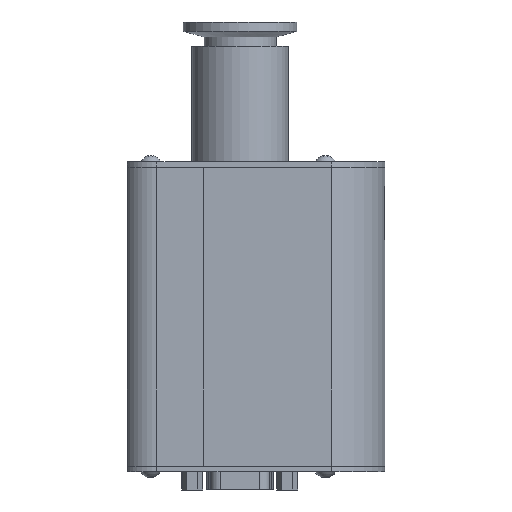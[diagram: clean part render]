
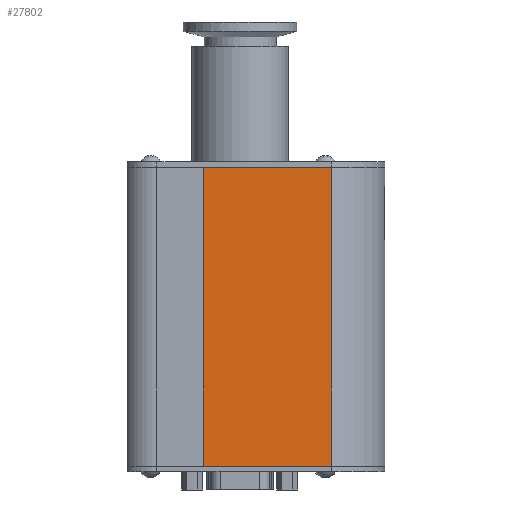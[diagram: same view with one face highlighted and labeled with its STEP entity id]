
A CAD part, left-side view. The second image highlights one B-rep face of the part: STEP entity #27802.
In plain terms, the highlighted planar face has unit normal (-1, 0, 0).
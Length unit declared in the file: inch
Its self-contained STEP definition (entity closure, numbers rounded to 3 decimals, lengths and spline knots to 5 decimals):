
#5568 = CARTESIAN_POINT ( 'NONE',  ( -1.4, 1.09385, 0. ) ) ;
#12777 = DIRECTION ( 'NONE',  ( 0., 0., -1. ) ) ;
#16490 = EDGE_CURVE ( 'NONE', #49987, #94613, #105662, .T. ) ;
#19151 = LINE ( 'NONE', #69975, #108038 ) ;
#23827 = AXIS2_PLACEMENT_3D ( 'NONE', #64965, #146032, #76624 ) ;
#27802 = ADVANCED_FACE ( 'NONE', ( #62805 ), #87786, .F. ) ;
#29781 = CARTESIAN_POINT ( 'NONE',  ( -1.4, 1.09385, 3.1 ) ) ;
#29847 = VECTOR ( 'NONE', #41436, 39.37008 ) ;
#32234 = ORIENTED_EDGE ( 'NONE', *, *, #16490, .T. ) ;
#36549 = EDGE_LOOP ( 'NONE', ( #32234, #129231, #53633, #124159 ) ) ;
#41436 = DIRECTION ( 'NONE',  ( 0., -1., 0. ) ) ;
#42377 = VECTOR ( 'NONE', #127361, 39.37008 ) ;
#49987 = VERTEX_POINT ( 'NONE', #5568 ) ;
#53110 = VERTEX_POINT ( 'NONE', #84338 ) ;
#53433 = CARTESIAN_POINT ( 'NONE',  ( -1.4, 1.09385, 3.1 ) ) ;
#53633 = ORIENTED_EDGE ( 'NONE', *, *, #97333, .F. ) ;
#62805 = FACE_OUTER_BOUND ( 'NONE', #36549, .T. ) ;
#64965 = CARTESIAN_POINT ( 'NONE',  ( -1.4, 1.09385, 3.1 ) ) ;
#69975 = CARTESIAN_POINT ( 'NONE',  ( -1.4, -0.24026, 3.1 ) ) ;
#76624 = DIRECTION ( 'NONE',  ( 0., 1., 0. ) ) ;
#78199 = EDGE_CURVE ( 'NONE', #53110, #94613, #19151, .T. ) ;
#78739 = CARTESIAN_POINT ( 'NONE',  ( -1.4, -0.24026, 0. ) ) ;
#84338 = CARTESIAN_POINT ( 'NONE',  ( -1.4, -0.24026, 3.1 ) ) ;
#87786 = PLANE ( 'NONE',  #23827 ) ;
#91434 = LINE ( 'NONE', #29781, #29847 ) ;
#94613 = VERTEX_POINT ( 'NONE', #78739 ) ;
#97333 = EDGE_CURVE ( 'NONE', #134218, #53110, #91434, .T. ) ;
#101042 = EDGE_CURVE ( 'NONE', #134218, #49987, #131141, .T. ) ;
#102084 = VECTOR ( 'NONE', #140367, 39.37008 ) ;
#105662 = LINE ( 'NONE', #129153, #102084 ) ;
#108038 = VECTOR ( 'NONE', #12777, 39.37008 ) ;
#115795 = CARTESIAN_POINT ( 'NONE',  ( -1.4, 1.09385, 3.1 ) ) ;
#124159 = ORIENTED_EDGE ( 'NONE', *, *, #101042, .T. ) ;
#127361 = DIRECTION ( 'NONE',  ( 0., 0., -1. ) ) ;
#129153 = CARTESIAN_POINT ( 'NONE',  ( -1.4, 1.09385, 0. ) ) ;
#129231 = ORIENTED_EDGE ( 'NONE', *, *, #78199, .F. ) ;
#131141 = LINE ( 'NONE', #115795, #42377 ) ;
#134218 = VERTEX_POINT ( 'NONE', #53433 ) ;
#140367 = DIRECTION ( 'NONE',  ( 0., -1., 0. ) ) ;
#146032 = DIRECTION ( 'NONE',  ( 1., 0., 0. ) ) ;
